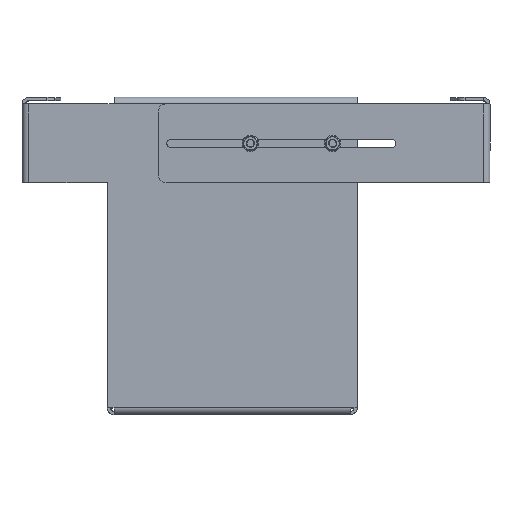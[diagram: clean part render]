
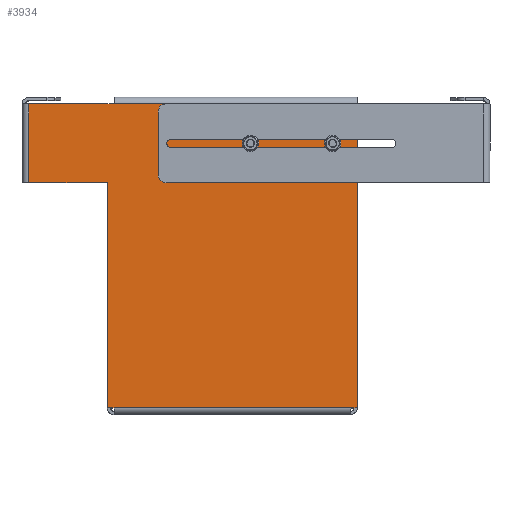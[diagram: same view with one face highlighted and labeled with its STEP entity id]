
A CAD part, top view. The second image highlights one B-rep face of the part: STEP entity #3934.
In plain terms, the highlighted planar face has unit normal (0, 0, 1).
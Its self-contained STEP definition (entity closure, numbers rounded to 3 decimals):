
#1 = CARTESIAN_POINT ( 'NONE',  ( 85.5, 163., 4. ) ) ;
#6 = LINE ( 'NONE', #2674, #1253 ) ;
#61 = EDGE_CURVE ( 'NONE', #4331, #5604, #307, .T. ) ;
#66 = VERTEX_POINT ( 'NONE', #5333 ) ;
#102 = CARTESIAN_POINT ( 'NONE',  ( 83., 163., 4. ) ) ;
#110 = CARTESIAN_POINT ( 'NONE',  ( 144., 0., 4. ) ) ;
#166 = CARTESIAN_POINT ( 'NONE',  ( 144., 2., 4. ) ) ;
#192 = CIRCLE ( 'NONE', #5095, 2.5 ) ;
#307 = LINE ( 'NONE', #534, #1551 ) ;
#386 = CARTESIAN_POINT ( 'NONE',  ( -52., 187., 4. ) ) ;
#534 = CARTESIAN_POINT ( 'NONE',  ( -56., 139., 4. ) ) ;
#568 = DIRECTION ( 'NONE',  ( 0., 0., 1. ) ) ;
#590 = EDGE_CURVE ( 'NONE', #5048, #5892, #6, .T. ) ;
#679 = PLANE ( 'NONE',  #4317 ) ;
#688 = CARTESIAN_POINT ( 'NONE',  ( 130.5, 163., 4. ) ) ;
#824 = ORIENTED_EDGE ( 'NONE', *, *, #892, .T. ) ;
#828 = DIRECTION ( 'NONE',  ( 1., 0., 0. ) ) ;
#892 = EDGE_CURVE ( 'NONE', #5749, #4331, #4721, .T. ) ;
#906 = CARTESIAN_POINT ( 'NONE',  ( -4., 2., 4. ) ) ;
#919 = CIRCLE ( 'NONE', #3214, 2.5 ) ;
#924 = ORIENTED_EDGE ( 'NONE', *, *, #2877, .F. ) ;
#977 = CARTESIAN_POINT ( 'NONE',  ( -52., 139., 4. ) ) ;
#1150 = FACE_BOUND ( 'NONE', #2227, .T. ) ;
#1253 = VECTOR ( 'NONE', #4470, 1000. ) ;
#1291 = LINE ( 'NONE', #2903, #2400 ) ;
#1381 = DIRECTION ( 'NONE',  ( 0., 1., 0. ) ) ;
#1422 = DIRECTION ( 'NONE',  ( -1., 0., 0. ) ) ;
#1480 = DIRECTION ( 'NONE',  ( 1., 0., 0. ) ) ;
#1481 = ORIENTED_EDGE ( 'NONE', *, *, #61, .T. ) ;
#1485 = ORIENTED_EDGE ( 'NONE', *, *, #590, .T. ) ;
#1551 = VECTOR ( 'NONE', #2983, 1000. ) ;
#1599 = ORIENTED_EDGE ( 'NONE', *, *, #4262, .F. ) ;
#1649 = CARTESIAN_POINT ( 'NONE',  ( 0., 2., 4. ) ) ;
#1689 = DIRECTION ( 'NONE',  ( -1., 0., 0. ) ) ;
#1723 = EDGE_CURVE ( 'NONE', #2642, #3687, #5287, .T. ) ;
#1743 = EDGE_CURVE ( 'NONE', #2856, #5048, #5135, .T. ) ;
#1780 = CARTESIAN_POINT ( 'NONE',  ( 80.5, 163., 4. ) ) ;
#1930 = AXIS2_PLACEMENT_3D ( 'NONE', #4280, #568, #2425 ) ;
#1945 = DIRECTION ( 'NONE',  ( 0., 0., 1. ) ) ;
#2078 = ORIENTED_EDGE ( 'NONE', *, *, #2881, .F. ) ;
#2089 = ORIENTED_EDGE ( 'NONE', *, *, #1723, .F. ) ;
#2227 = EDGE_LOOP ( 'NONE', ( #2089, #5548 ) ) ;
#2235 = ORIENTED_EDGE ( 'NONE', *, *, #4308, .F. ) ;
#2354 = CARTESIAN_POINT ( 'NONE',  ( -4., 2., 4. ) ) ;
#2400 = VECTOR ( 'NONE', #3812, 1000. ) ;
#2407 = CARTESIAN_POINT ( 'NONE',  ( 135.5, 163., 4. ) ) ;
#2416 = AXIS2_PLACEMENT_3D ( 'NONE', #4191, #1945, #5507 ) ;
#2425 = DIRECTION ( 'NONE',  ( 1., 0., 0. ) ) ;
#2467 = CARTESIAN_POINT ( 'NONE',  ( 148., 187., 4. ) ) ;
#2537 = LINE ( 'NONE', #5107, #4823 ) ;
#2540 = VERTEX_POINT ( 'NONE', #1 ) ;
#2561 = FACE_OUTER_BOUND ( 'NONE', #4729, .T. ) ;
#2597 = ORIENTED_EDGE ( 'NONE', *, *, #5743, .F. ) ;
#2642 = VERTEX_POINT ( 'NONE', #2407 ) ;
#2674 = CARTESIAN_POINT ( 'NONE',  ( 148., 2., 4. ) ) ;
#2714 = DIRECTION ( 'NONE',  ( 0., 0., 1. ) ) ;
#2783 = LINE ( 'NONE', #5305, #5190 ) ;
#2800 = ORIENTED_EDGE ( 'NONE', *, *, #5153, .T. ) ;
#2811 = EDGE_CURVE ( 'NONE', #3687, #2642, #4431, .T. ) ;
#2856 = VERTEX_POINT ( 'NONE', #166 ) ;
#2877 = EDGE_CURVE ( 'NONE', #2856, #5951, #2783, .T. ) ;
#2880 = DIRECTION ( 'NONE',  ( 0., 0., -1. ) ) ;
#2881 = EDGE_CURVE ( 'NONE', #5749, #66, #4285, .T. ) ;
#2903 = CARTESIAN_POINT ( 'NONE',  ( 0., 2., 4. ) ) ;
#2922 = DIRECTION ( 'NONE',  ( 0., 0., 1. ) ) ;
#2983 = DIRECTION ( 'NONE',  ( 1., 0., 0. ) ) ;
#3034 = DIRECTION ( 'NONE',  ( 0., -1., 0. ) ) ;
#3130 = VECTOR ( 'NONE', #1381, 1000. ) ;
#3214 = AXIS2_PLACEMENT_3D ( 'NONE', #3650, #2714, #828 ) ;
#3650 = CARTESIAN_POINT ( 'NONE',  ( 83., 163., 4. ) ) ;
#3687 = VERTEX_POINT ( 'NONE', #688 ) ;
#3812 = DIRECTION ( 'NONE',  ( -1., 0., 0. ) ) ;
#3861 = VECTOR ( 'NONE', #3922, 1000. ) ;
#3922 = DIRECTION ( 'NONE',  ( 1., 0., 0. ) ) ;
#3934 = ADVANCED_FACE ( 'NONE', ( #4844, #1150, #2561 ), #679, .F. ) ;
#3957 = VECTOR ( 'NONE', #1480, 1000. ) ;
#4076 = EDGE_LOOP ( 'NONE', ( #1599, #2597 ) ) ;
#4102 = VERTEX_POINT ( 'NONE', #1780 ) ;
#4173 = ORIENTED_EDGE ( 'NONE', *, *, #4247, .F. ) ;
#4191 = CARTESIAN_POINT ( 'NONE',  ( 133., 163., 4. ) ) ;
#4247 = EDGE_CURVE ( 'NONE', #4443, #5604, #5542, .T. ) ;
#4262 = EDGE_CURVE ( 'NONE', #2540, #4102, #192, .T. ) ;
#4280 = CARTESIAN_POINT ( 'NONE',  ( 133., 163., 4. ) ) ;
#4285 = LINE ( 'NONE', #2467, #3861 ) ;
#4308 = EDGE_CURVE ( 'NONE', #5951, #4443, #1291, .T. ) ;
#4317 = AXIS2_PLACEMENT_3D ( 'NONE', #110, #2880, #1422 ) ;
#4331 = VERTEX_POINT ( 'NONE', #977 ) ;
#4378 = CARTESIAN_POINT ( 'NONE',  ( 148., 187., 4. ) ) ;
#4431 = CIRCLE ( 'NONE', #2416, 2.5 ) ;
#4443 = VERTEX_POINT ( 'NONE', #2354 ) ;
#4470 = DIRECTION ( 'NONE',  ( 0., 1., 0. ) ) ;
#4527 = CARTESIAN_POINT ( 'NONE',  ( -4., 139., 4. ) ) ;
#4721 = LINE ( 'NONE', #386, #5793 ) ;
#4729 = EDGE_LOOP ( 'NONE', ( #824, #1481, #4173, #2235, #924, #4880, #1485, #2800, #2078 ) ) ;
#4823 = VECTOR ( 'NONE', #1689, 1000. ) ;
#4844 = FACE_BOUND ( 'NONE', #4076, .T. ) ;
#4880 = ORIENTED_EDGE ( 'NONE', *, *, #1743, .T. ) ;
#4973 = CARTESIAN_POINT ( 'NONE',  ( -52., 187., 4. ) ) ;
#5048 = VERTEX_POINT ( 'NONE', #5856 ) ;
#5094 = DIRECTION ( 'NONE',  ( -1., 0., 0. ) ) ;
#5095 = AXIS2_PLACEMENT_3D ( 'NONE', #102, #2922, #5643 ) ;
#5107 = CARTESIAN_POINT ( 'NONE',  ( 148., 187., 4. ) ) ;
#5135 = LINE ( 'NONE', #5171, #3957 ) ;
#5153 = EDGE_CURVE ( 'NONE', #5892, #66, #2537, .T. ) ;
#5171 = CARTESIAN_POINT ( 'NONE',  ( 144., 2., 4. ) ) ;
#5190 = VECTOR ( 'NONE', #5094, 1000. ) ;
#5287 = CIRCLE ( 'NONE', #1930, 2.5 ) ;
#5305 = CARTESIAN_POINT ( 'NONE',  ( 0., 2., 4. ) ) ;
#5333 = CARTESIAN_POINT ( 'NONE',  ( 0., 187., 4. ) ) ;
#5507 = DIRECTION ( 'NONE',  ( 1., 0., 0. ) ) ;
#5542 = LINE ( 'NONE', #906, #3130 ) ;
#5548 = ORIENTED_EDGE ( 'NONE', *, *, #2811, .F. ) ;
#5604 = VERTEX_POINT ( 'NONE', #4527 ) ;
#5643 = DIRECTION ( 'NONE',  ( 1., 0., 0. ) ) ;
#5743 = EDGE_CURVE ( 'NONE', #4102, #2540, #919, .T. ) ;
#5749 = VERTEX_POINT ( 'NONE', #4973 ) ;
#5793 = VECTOR ( 'NONE', #3034, 1000. ) ;
#5856 = CARTESIAN_POINT ( 'NONE',  ( 148., 2., 4. ) ) ;
#5892 = VERTEX_POINT ( 'NONE', #4378 ) ;
#5951 = VERTEX_POINT ( 'NONE', #1649 ) ;
